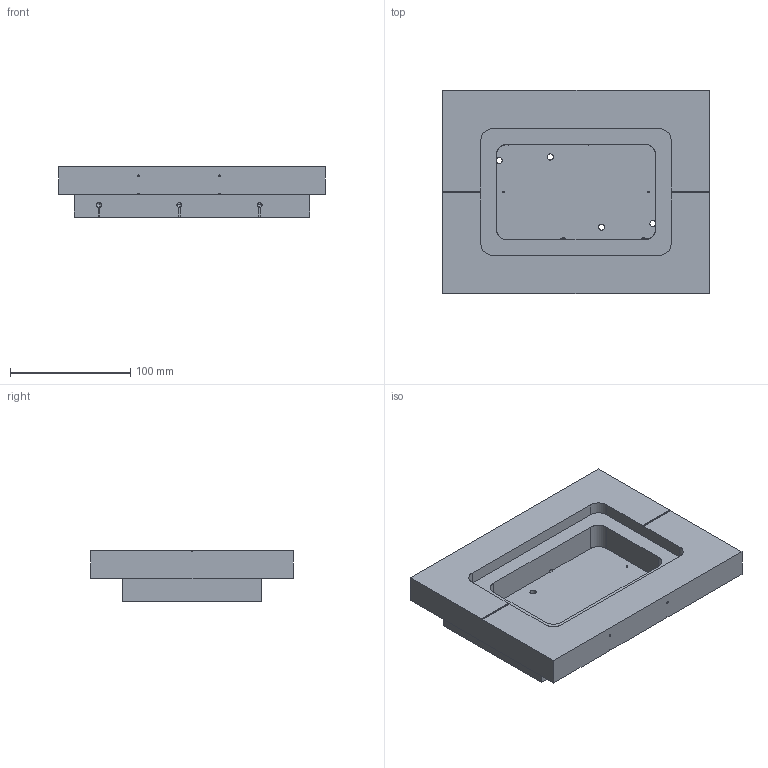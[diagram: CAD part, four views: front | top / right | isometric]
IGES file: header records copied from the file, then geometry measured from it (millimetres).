
Start section: SolidWorks IGES file using analytic representation for surfaces
Global section: file name: D1101608_03-v2.IGS; native system: SolidWorks 2012; preprocessor: SolidWorks 2012; author: tnguyen; date: 120330.084749; units: inch
Bounding box: 221.44 x 168.61 x 41.91 mm (x, y, z)
Surface area: 121751 mm2 (no closed solid volume)
Topology: 0 solids, 0 shells, 138 faces, 1898 edges, 1880 vertices
Faces by surface type: revolution 78, bspline 60
